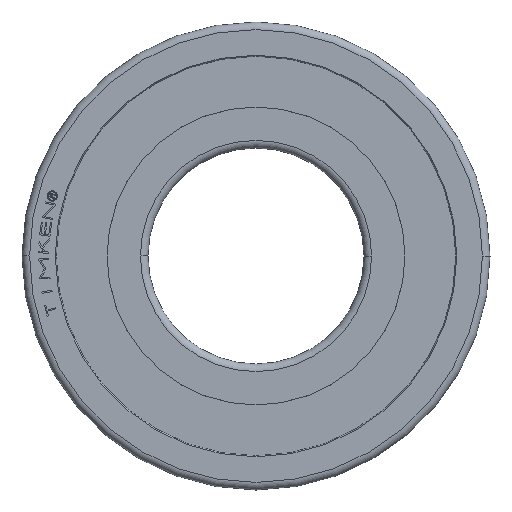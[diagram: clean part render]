
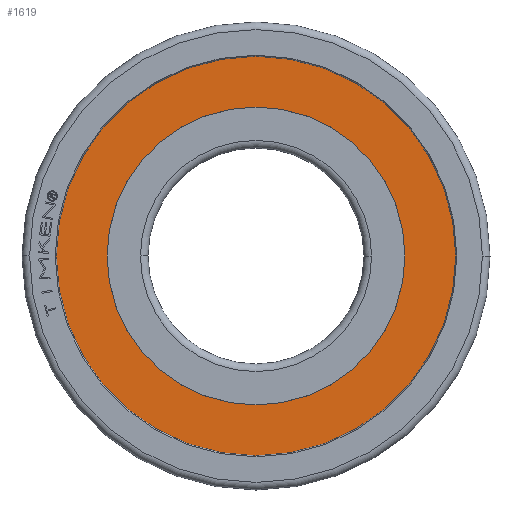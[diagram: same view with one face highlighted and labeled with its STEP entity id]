
A CAD part, left-side view. The second image highlights one B-rep face of the part: STEP entity #1619.
In plain terms, the highlighted planar face has unit normal (-1, 0, 0).
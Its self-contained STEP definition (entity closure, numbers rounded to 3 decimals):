
#1619=ADVANCED_FACE('',(#3307,#3308),#3309,.T.);
#3307=FACE_OUTER_BOUND('',#4987,.T.);
#3308=FACE_BOUND('',#4988,.T.);
#3309=PLANE('',#4989);
#4987=EDGE_LOOP('',(#10217,#10218));
#4988=EDGE_LOOP('',(#10219,#10220));
#4989=AXIS2_PLACEMENT_3D('',#10221,#10222,#10223);
#10217=ORIENTED_EDGE('',*,*,#10233,.F.);
#10218=ORIENTED_EDGE('',*,*,#10395,.F.);
#10219=ORIENTED_EDGE('',*,*,#12307,.T.);
#10220=ORIENTED_EDGE('',*,*,#10401,.T.);
#10221=CARTESIAN_POINT('',(-14.26,48.578,0.));
#10222=DIRECTION('',(-1.0,0.,0.));
#10223=DIRECTION('',(0.,1.0,0.));
#10233=EDGE_CURVE('',#12323,#12325,#12326,.T.);
#10395=EDGE_CURVE('',#12325,#12323,#12612,.T.);
#10401=EDGE_CURVE('',#12620,#12617,#12621,.T.);
#12307=EDGE_CURVE('',#12617,#12620,#15428,.T.);
#12323=VERTEX_POINT('',#15444);
#12325=VERTEX_POINT('',#15446);
#12326=CIRCLE('',#15447,55.77);
#12612=CIRCLE('',#17443,55.77);
#12617=VERTEX_POINT('',#17448);
#12620=VERTEX_POINT('',#17452);
#12621=CIRCLE('',#17453,41.385);
#15428=CIRCLE('',#25741,41.385);
#15444=CARTESIAN_POINT('',(-14.26,55.77,0.));
#15446=CARTESIAN_POINT('',(-14.26,-55.77,0.));
#15447=AXIS2_PLACEMENT_3D('',#25762,#25763,#25764);
#17443=AXIS2_PLACEMENT_3D('',#25969,#25970,#25971);
#17448=CARTESIAN_POINT('',(-14.26,41.385,0.));
#17452=CARTESIAN_POINT('',(-14.26,-41.385,0.));
#17453=AXIS2_PLACEMENT_3D('',#25979,#25980,#25981);
#25741=AXIS2_PLACEMENT_3D('',#27563,#27564,#27565);
#25762=CARTESIAN_POINT('',(-14.26,0.,0.));
#25763=DIRECTION('',(1.0,0.,0.));
#25764=DIRECTION('',(0.,1.0,0.));
#25969=CARTESIAN_POINT('',(-14.26,0.,0.));
#25970=DIRECTION('',(1.0,0.,0.));
#25971=DIRECTION('',(0.,1.0,0.));
#25979=CARTESIAN_POINT('',(-14.26,0.,0.));
#25980=DIRECTION('',(1.0,0.,0.));
#25981=DIRECTION('',(0.,1.0,0.));
#27563=CARTESIAN_POINT('',(-14.26,0.,0.));
#27564=DIRECTION('',(1.0,0.,0.));
#27565=DIRECTION('',(0.,1.0,0.));
